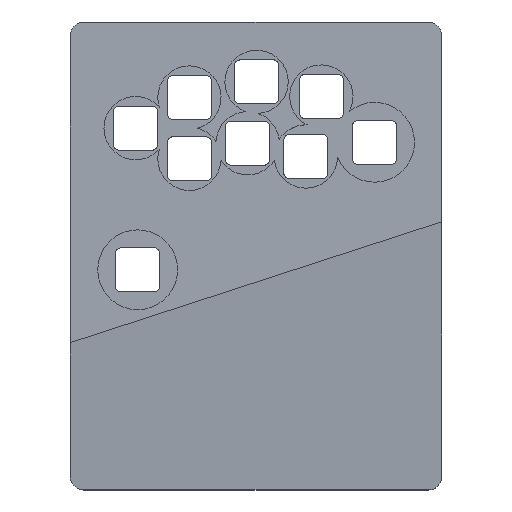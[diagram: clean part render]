
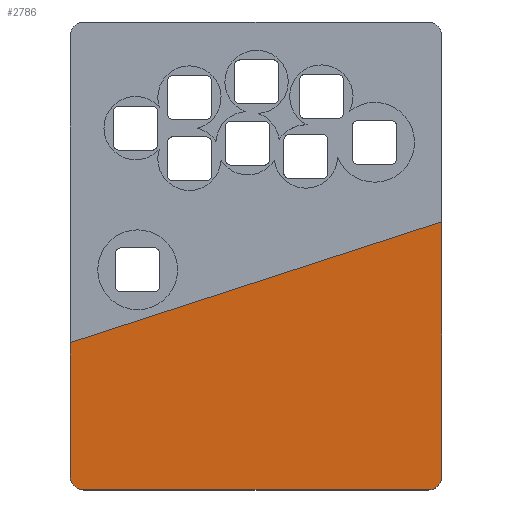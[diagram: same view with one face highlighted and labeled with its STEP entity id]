
A CAD part, top view. The second image highlights one B-rep face of the part: STEP entity #2786.
In plain terms, the highlighted planar face has unit normal (0.03, -0.092, 0.995).
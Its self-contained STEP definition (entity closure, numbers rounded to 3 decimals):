
#39=ELLIPSE('',#2938,5.024,5.);
#40=ELLIPSE('',#2940,5.024,5.);
#105=FACE_OUTER_BOUND('',#256,.T.);
#256=EDGE_LOOP('',(#1870,#1871,#1872,#1873,#1874,#1875,#1876));
#438=LINE('',#4081,#741);
#439=LINE('',#4084,#742);
#440=LINE('',#4086,#743);
#441=LINE('',#4088,#744);
#442=LINE('',#4089,#745);
#741=VECTOR('',#3235,10.);
#742=VECTOR('',#3238,10.);
#743=VECTOR('',#3239,10.);
#744=VECTOR('',#3240,10.);
#745=VECTOR('',#3241,10.);
#1155=VERTEX_POINT('',#4063);
#1156=VERTEX_POINT('',#4064);
#1157=VERTEX_POINT('',#4069);
#1158=VERTEX_POINT('',#4071);
#1161=VERTEX_POINT('',#4083);
#1162=VERTEX_POINT('',#4085);
#1163=VERTEX_POINT('',#4087);
#1433=EDGE_CURVE('',#1155,#1156,#39,.T.);
#1437=EDGE_CURVE('',#1157,#1158,#40,.T.);
#1442=EDGE_CURVE('',#1156,#1157,#438,.T.);
#1443=EDGE_CURVE('',#1161,#1155,#439,.T.);
#1444=EDGE_CURVE('',#1162,#1161,#440,.T.);
#1445=EDGE_CURVE('',#1163,#1162,#441,.T.);
#1446=EDGE_CURVE('',#1158,#1163,#442,.T.);
#1870=ORIENTED_EDGE('',*,*,#1437,.F.);
#1871=ORIENTED_EDGE('',*,*,#1442,.F.);
#1872=ORIENTED_EDGE('',*,*,#1433,.F.);
#1873=ORIENTED_EDGE('',*,*,#1443,.F.);
#1874=ORIENTED_EDGE('',*,*,#1444,.F.);
#1875=ORIENTED_EDGE('',*,*,#1445,.F.);
#1876=ORIENTED_EDGE('',*,*,#1446,.F.);
#2692=PLANE('',#2943);
#2786=ADVANCED_FACE('',(#105),#2692,.T.);
#2938=AXIS2_PLACEMENT_3D('',#4065,#3218,#3219);
#2940=AXIS2_PLACEMENT_3D('',#4072,#3225,#3226);
#2943=AXIS2_PLACEMENT_3D('',#4082,#3236,#3237);
#3218=DIRECTION('center_axis',(-0.03,0.092,-0.995));
#3219=DIRECTION('ref_axis',(0.308,-0.947,-0.097));
#3225=DIRECTION('center_axis',(-0.03,0.092,-0.995));
#3226=DIRECTION('ref_axis',(-0.308,0.947,0.097));
#3235=DIRECTION('',(-1.,0.,0.03));
#3236=DIRECTION('center_axis',(0.03,-0.092,0.995));
#3237=DIRECTION('ref_axis',(0.308,-0.947,-0.097));
#3238=DIRECTION('',(0.,-0.996,-0.092));
#3239=DIRECTION('',(0.951,0.309,0.));
#3240=DIRECTION('',(0.,0.996,0.092));
#3241=DIRECTION('',(0.,0.996,0.092));
#4063=CARTESIAN_POINT('',(135.,5.,4.462));
#4064=CARTESIAN_POINT('',(130.072,0.,4.148));
#4065=CARTESIAN_POINT('Origin',(130.,5.,4.612));
#4069=CARTESIAN_POINT('',(4.928,0.,7.905));
#4071=CARTESIAN_POINT('',(0.,4.93,8.509));
#4072=CARTESIAN_POINT('Origin',(5.,5.,8.365));
#4081=CARTESIAN_POINT('',(-7.829,0.,8.288));
#4082=CARTESIAN_POINT('Origin',(-15.735,48.427,13.));
#4083=CARTESIAN_POINT('',(135.,97.404,13.));
#4084=CARTESIAN_POINT('',(135.,26.762,6.473));
#4085=CARTESIAN_POINT('',(0.,53.539,13.));
#4086=CARTESIAN_POINT('',(0.,53.539,13.));
#4087=CARTESIAN_POINT('',(0.,46.389,12.339));
#4088=CARTESIAN_POINT('',(0.,50.455,12.715));
#4089=CARTESIAN_POINT('',(0.,50.455,12.715));
